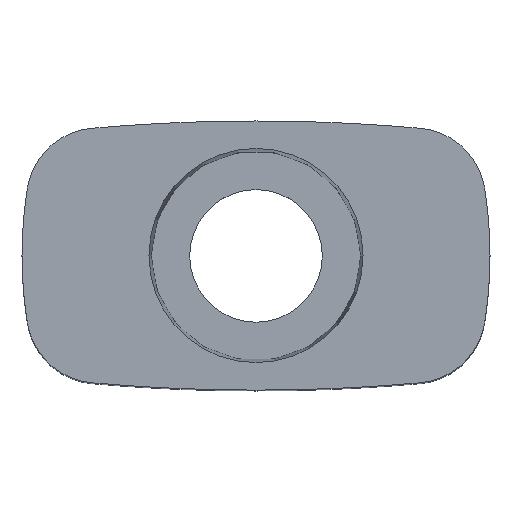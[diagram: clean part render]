
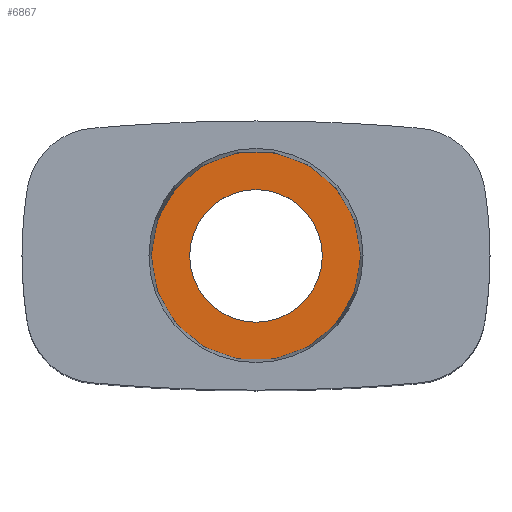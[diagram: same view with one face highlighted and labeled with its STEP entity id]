
A CAD part, top view. The second image highlights one B-rep face of the part: STEP entity #6867.
In plain terms, the highlighted planar face has unit normal (0, 0, 1).
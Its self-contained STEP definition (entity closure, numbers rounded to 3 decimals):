
#137=FACE_BOUND('',#563,.T.);
#143=CIRCLE('',#7225,7.);
#144=CIRCLE('',#7227,11.022);
#207=FACE_OUTER_BOUND('',#562,.T.);
#562=EDGE_LOOP('',(#4697));
#563=EDGE_LOOP('',(#4698));
#2828=VERTEX_POINT('',#9830);
#2829=VERTEX_POINT('',#9834);
#3561=EDGE_CURVE('',#2828,#2828,#143,.T.);
#3562=EDGE_CURVE('',#2829,#2829,#144,.T.);
#4697=ORIENTED_EDGE('',*,*,#3562,.T.);
#4698=ORIENTED_EDGE('',*,*,#3561,.F.);
#6532=PLANE('',#7226);
#6867=ADVANCED_FACE('',(#207,#137),#6532,.T.);
#7225=AXIS2_PLACEMENT_3D('',#9832,#7915,#7916);
#7226=AXIS2_PLACEMENT_3D('',#9833,#7917,#7918);
#7227=AXIS2_PLACEMENT_3D('',#9835,#7919,#7920);
#7915=DIRECTION('center_axis',(0.,0.,1.));
#7916=DIRECTION('ref_axis',(1.,0.,0.));
#7917=DIRECTION('center_axis',(0.,0.,1.));
#7918=DIRECTION('ref_axis',(1.,0.,0.));
#7919=DIRECTION('center_axis',(0.,0.,1.));
#7920=DIRECTION('ref_axis',(-1.,0.,0.));
#9830=CARTESIAN_POINT('',(-7.,0.,34.504));
#9832=CARTESIAN_POINT('Origin',(0.,0.,34.504));
#9833=CARTESIAN_POINT('Origin',(0.,0.,34.504));
#9834=CARTESIAN_POINT('',(11.022,0.,34.504));
#9835=CARTESIAN_POINT('Origin',(0.,0.,34.504));
